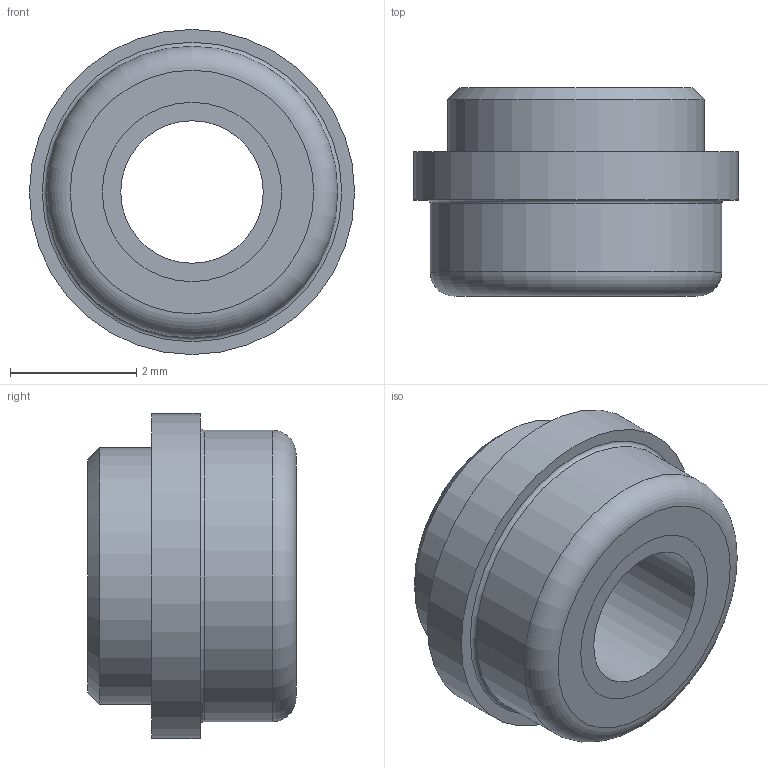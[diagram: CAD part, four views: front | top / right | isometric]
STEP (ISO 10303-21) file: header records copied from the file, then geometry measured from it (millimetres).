
FILE_DESCRIPTION(/* description */ (''),/* implementation_level */ '2;1');
FILE_NAME(/* name */ '333-0839-000',/* time_stamp */ '2000-02-03T11:26:25-06:00',/* author */ (''),/* organization */ (''),/* preprocessor_version */ 'ST-DEVELOPER 1.6',/* originating_system */ 'UNIGRAPHICS SOLUTIONS - UNIGRAPHICS 15.0',/* authorisation */ '');
FILE_SCHEMA (('CONFIG_CONTROL_DESIGN'));
Length unit declared in the file: inch
Products named in the file (1): 333-0839-000
Bounding box: 5.16 x 3.3 x 5.16 mm (x, y, z)
Volume: 40.3 mm3; surface area: 140.5 mm2
Topology: 2 solids, 2 shells, 17 faces, 36 edges, 24 vertices
Faces by surface type: cylinder 7, plane 5, cone 3, torus 2
Full cylindrical faces by diameter (mm): 2.261 x2, 2.845 x1, 3.302 x1, 4.064 x1, 4.623 x1, 5.156 x1
Entity records: 438 total; most frequent: DIRECTION 70, CARTESIAN_POINT 52, AXIS2_PLACEMENT_3D 35, ORIENTED_EDGE 34, EDGE_LOOP 34, FACE_BOUND 34, CIRCLE 17, EDGE_CURVE 17
